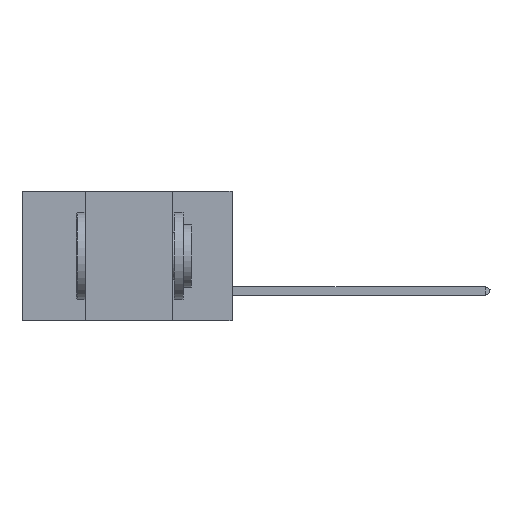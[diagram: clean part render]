
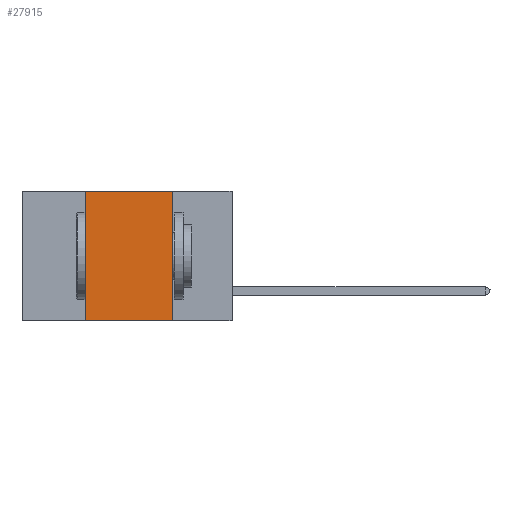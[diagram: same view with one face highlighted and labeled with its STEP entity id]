
A CAD part, left-side view. The second image highlights one B-rep face of the part: STEP entity #27915.
In plain terms, the highlighted planar face has unit normal (-1, 0, 0).
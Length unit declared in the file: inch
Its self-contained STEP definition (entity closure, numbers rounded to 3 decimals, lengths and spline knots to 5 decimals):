
#1374 = VECTOR ( 'NONE', #36696, 39.37008 ) ;
#1615 = VECTOR ( 'NONE', #29840, 39.37008 ) ;
#3712 = DIRECTION ( 'NONE',  ( 0., 0., -1. ) ) ;
#3976 = EDGE_CURVE ( 'NONE', #6334, #13378, #21076, .T. ) ;
#4025 = LINE ( 'NONE', #38676, #1615 ) ;
#4833 = VERTEX_POINT ( 'NONE', #10772 ) ;
#4846 = FACE_OUTER_BOUND ( 'NONE', #13955, .T. ) ;
#6334 = VERTEX_POINT ( 'NONE', #16803 ) ;
#7952 = EDGE_CURVE ( 'NONE', #4833, #26296, #31536, .T. ) ;
#8032 = CARTESIAN_POINT ( 'NONE',  ( 0., 0.17, -0.37 ) ) ;
#9573 = DIRECTION ( 'NONE',  ( 1., 0., 0. ) ) ;
#9642 = VECTOR ( 'NONE', #3712, 39.37008 ) ;
#10772 = CARTESIAN_POINT ( 'NONE',  ( 0., 0.42, 0. ) ) ;
#13378 = VERTEX_POINT ( 'NONE', #8032 ) ;
#13955 = EDGE_LOOP ( 'NONE', ( #36954, #33218, #28888, #24913 ) ) ;
#15856 = CARTESIAN_POINT ( 'NONE',  ( 0., 0.17, 0. ) ) ;
#16803 = CARTESIAN_POINT ( 'NONE',  ( 0., 0.42, -0.37 ) ) ;
#16961 = CARTESIAN_POINT ( 'NONE',  ( 0., 0.6, -0.37 ) ) ;
#17644 = LINE ( 'NONE', #15856, #9642 ) ;
#18249 = EDGE_CURVE ( 'NONE', #6334, #4833, #4025, .T. ) ;
#21076 = LINE ( 'NONE', #16961, #29502 ) ;
#24913 = ORIENTED_EDGE ( 'NONE', *, *, #3976, .T. ) ;
#26296 = VERTEX_POINT ( 'NONE', #35790 ) ;
#27093 = EDGE_CURVE ( 'NONE', #26296, #13378, #17644, .T. ) ;
#27915 = ADVANCED_FACE ( 'NONE', ( #4846 ), #28030, .F. ) ;
#28030 = PLANE ( 'NONE',  #28176 ) ;
#28176 = AXIS2_PLACEMENT_3D ( 'NONE', #36587, #9573, #33822 ) ;
#28888 = ORIENTED_EDGE ( 'NONE', *, *, #18249, .F. ) ;
#29502 = VECTOR ( 'NONE', #35207, 39.37008 ) ;
#29840 = DIRECTION ( 'NONE',  ( 0., 0., 1. ) ) ;
#31536 = LINE ( 'NONE', #33688, #1374 ) ;
#33218 = ORIENTED_EDGE ( 'NONE', *, *, #7952, .F. ) ;
#33688 = CARTESIAN_POINT ( 'NONE',  ( 0., 0.6, 0. ) ) ;
#33822 = DIRECTION ( 'NONE',  ( 0., 0., -1. ) ) ;
#35207 = DIRECTION ( 'NONE',  ( 0., -1., 0. ) ) ;
#35790 = CARTESIAN_POINT ( 'NONE',  ( 0., 0.17, 0. ) ) ;
#36587 = CARTESIAN_POINT ( 'NONE',  ( 0., 0.6, 0. ) ) ;
#36696 = DIRECTION ( 'NONE',  ( 0., -1., 0. ) ) ;
#36954 = ORIENTED_EDGE ( 'NONE', *, *, #27093, .F. ) ;
#38676 = CARTESIAN_POINT ( 'NONE',  ( 0., 0.42, 0. ) ) ;
